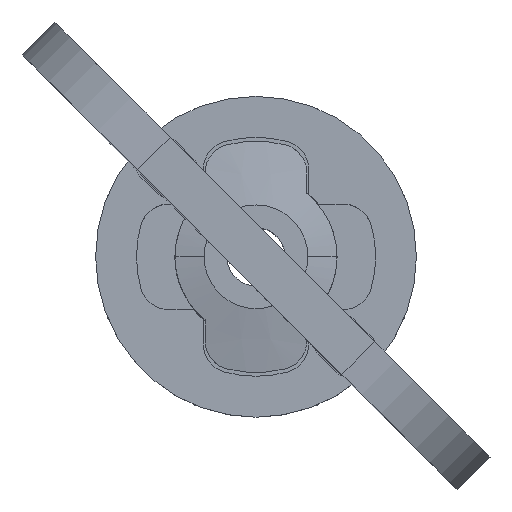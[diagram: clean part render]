
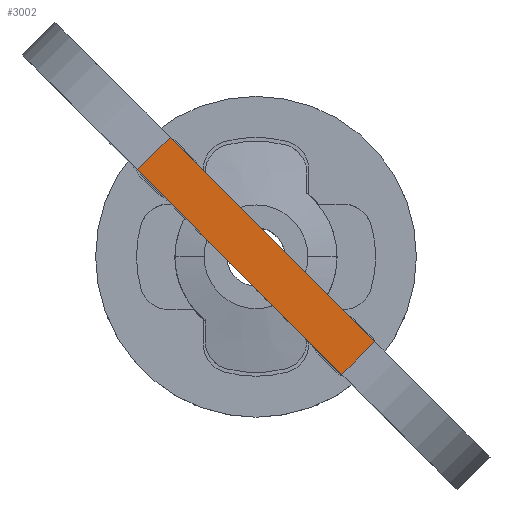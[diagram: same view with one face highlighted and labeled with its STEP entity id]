
A CAD part, top view. The second image highlights one B-rep face of the part: STEP entity #3002.
In plain terms, the highlighted planar face has unit normal (0, 0, 1).
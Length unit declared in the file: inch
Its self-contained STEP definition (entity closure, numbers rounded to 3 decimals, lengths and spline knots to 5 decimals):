
#80 = LINE ( 'NONE', #975, #2190 ) ;
#141 = EDGE_CURVE ( 'NONE', #3479, #644, #1527, .T. ) ;
#245 = FACE_OUTER_BOUND ( 'NONE', #777, .T. ) ;
#255 = DIRECTION ( 'NONE',  ( -1., 0., 0. ) ) ;
#285 = ORIENTED_EDGE ( 'NONE', *, *, #1813, .F. ) ;
#525 = DIRECTION ( 'NONE',  ( 0., 0., -1. ) ) ;
#644 = VERTEX_POINT ( 'NONE', #1462 ) ;
#654 = ORIENTED_EDGE ( 'NONE', *, *, #2661, .T. ) ;
#727 = CARTESIAN_POINT ( 'NONE',  ( -0.04419, -0.04419, 2.38507 ) ) ;
#777 = EDGE_LOOP ( 'NONE', ( #285, #654, #2518, #1013 ) ) ;
#778 = VECTOR ( 'NONE', #2714, 39.37008 ) ;
#819 = VECTOR ( 'NONE', #3159, 39.37008 ) ;
#975 = CARTESIAN_POINT ( 'NONE',  ( -1.09824, -1.65018, 2.38507 ) ) ;
#1013 = ORIENTED_EDGE ( 'NONE', *, *, #141, .T. ) ;
#1067 = CARTESIAN_POINT ( 'NONE',  ( 0.04419, 0.04419, 2.38507 ) ) ;
#1462 = CARTESIAN_POINT ( 'NONE',  ( -0.23178, 0.32017, 2.38507 ) ) ;
#1507 = CARTESIAN_POINT ( 'NONE',  ( -1.65018, -1.09824, 2.38507 ) ) ;
#1527 = LINE ( 'NONE', #1067, #778 ) ;
#1577 = CARTESIAN_POINT ( 'NONE',  ( 0.32017, -0.23178, 2.38507 ) ) ;
#1813 = EDGE_CURVE ( 'NONE', #2023, #644, #3110, .T. ) ;
#2018 = VERTEX_POINT ( 'NONE', #2761 ) ;
#2023 = VERTEX_POINT ( 'NONE', #3316 ) ;
#2190 = VECTOR ( 'NONE', #3472, 39.37008 ) ;
#2518 = ORIENTED_EDGE ( 'NONE', *, *, #2620, .T. ) ;
#2620 = EDGE_CURVE ( 'NONE', #2018, #3479, #80, .T. ) ;
#2661 = EDGE_CURVE ( 'NONE', #2023, #2018, #2870, .T. ) ;
#2714 = DIRECTION ( 'NONE',  ( -0.707, 0.707, 0. ) ) ;
#2720 = DIRECTION ( 'NONE',  ( 0.707, -0.707, 0. ) ) ;
#2761 = CARTESIAN_POINT ( 'NONE',  ( 0.23178, -0.32017, 2.38507 ) ) ;
#2764 = VECTOR ( 'NONE', #2720, 39.37008 ) ;
#2870 = LINE ( 'NONE', #727, #2764 ) ;
#3002 = ADVANCED_FACE ( 'NONE', ( #245 ), #3589, .F. ) ;
#3110 = LINE ( 'NONE', #1507, #819 ) ;
#3120 = AXIS2_PLACEMENT_3D ( 'NONE', #3301, #525, #255 ) ;
#3159 = DIRECTION ( 'NONE',  ( 0.707, 0.707, 0. ) ) ;
#3301 = CARTESIAN_POINT ( 'NONE',  ( -1.37421, -1.37421, 2.38507 ) ) ;
#3316 = CARTESIAN_POINT ( 'NONE',  ( -0.32017, 0.23178, 2.38507 ) ) ;
#3472 = DIRECTION ( 'NONE',  ( 0.707, 0.707, 0. ) ) ;
#3479 = VERTEX_POINT ( 'NONE', #1577 ) ;
#3589 = PLANE ( 'NONE',  #3120 ) ;
